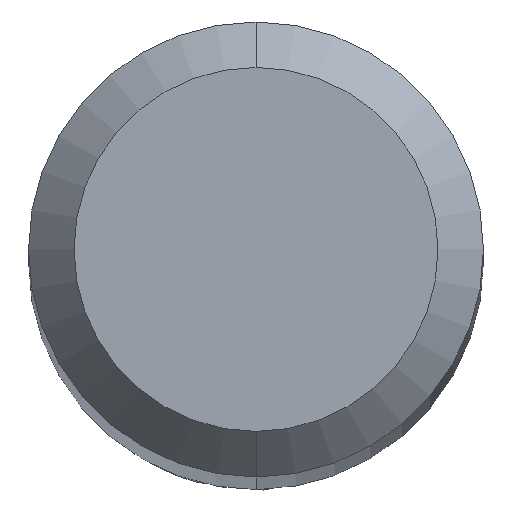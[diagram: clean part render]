
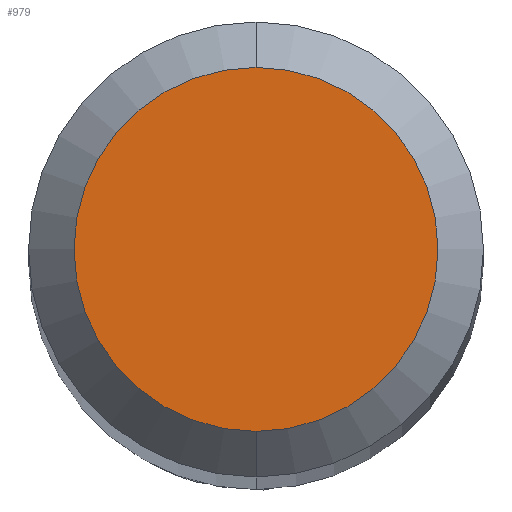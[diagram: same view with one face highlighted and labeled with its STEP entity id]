
A CAD part, top view. The second image highlights one B-rep face of the part: STEP entity #979.
In plain terms, the highlighted planar face has unit normal (0, 0, 1).
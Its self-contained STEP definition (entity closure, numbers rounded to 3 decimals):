
#489=EDGE_CURVE('',#679,#767,#1159,.T.);
#679=VERTEX_POINT('',#1368);
#767=VERTEX_POINT('',#1463);
#937=EDGE_CURVE('',#767,#679,#1648,.T.);
#979=ADVANCED_FACE('',(#1696),#1697,.T.);
#1159=CIRCLE('',#4274,1.2);
#1368=CARTESIAN_POINT('',(0.,-1.2,0.0));
#1463=CARTESIAN_POINT('',(0.0,1.2,0.0));
#1648=CIRCLE('',#8031,1.2);
#1696=FACE_OUTER_BOUND('',#9195,.T.);
#1697=PLANE('',#9196);
#4274=AXIS2_PLACEMENT_3D('',#9347,#9348,#9349);
#8031=AXIS2_PLACEMENT_3D('',#9870,#9871,#9872);
#9195=EDGE_LOOP('',(#9939,#9940));
#9196=AXIS2_PLACEMENT_3D('',#9941,#9942,#9943);
#9347=CARTESIAN_POINT('',(0.0,0.0,0.0));
#9348=DIRECTION('',(0.0,0.0,-1.0));
#9349=DIRECTION('',(0.0,1.0,0.0));
#9870=CARTESIAN_POINT('',(0.0,0.0,0.0));
#9871=DIRECTION('',(0.0,0.0,-1.0));
#9872=DIRECTION('',(0.0,1.0,0.0));
#9939=ORIENTED_EDGE('',*,*,#937,.F.);
#9940=ORIENTED_EDGE('',*,*,#489,.F.);
#9941=CARTESIAN_POINT('',(0.0,0.6,0.0));
#9942=DIRECTION('',(-0.0,0.0,1.0));
#9943=DIRECTION('',(0.0,-1.0,0.0));
